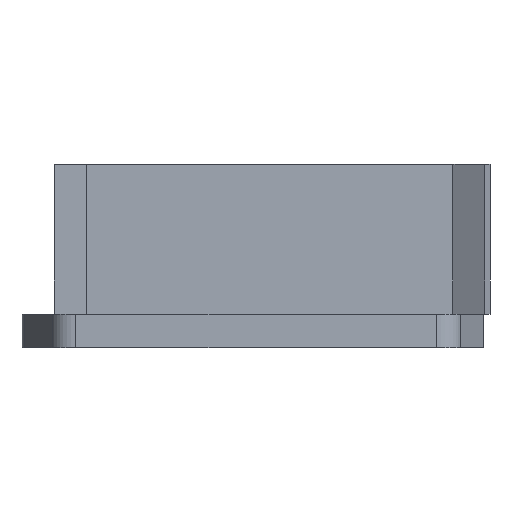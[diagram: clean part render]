
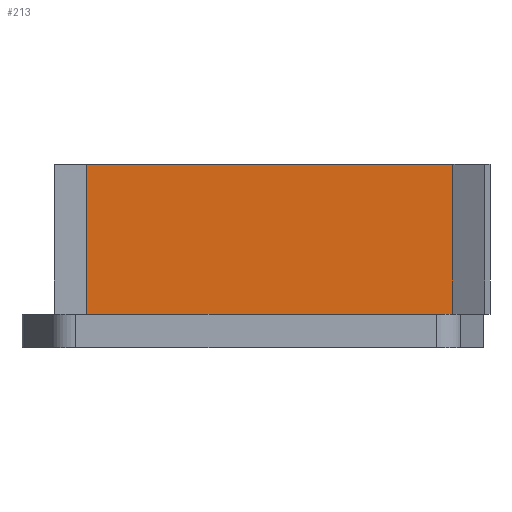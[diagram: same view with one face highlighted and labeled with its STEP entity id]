
A CAD part, left-side view. The second image highlights one B-rep face of the part: STEP entity #213.
In plain terms, the highlighted planar face has unit normal (-1, 0, 0).
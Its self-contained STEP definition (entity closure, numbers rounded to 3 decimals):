
#213=ADVANCED_FACE('',(#317),#268,.T.);
#268=PLANE('',#1335);
#317=FACE_OUTER_BOUND('',#398,.T.);
#398=EDGE_LOOP('',(#708,#709,#710,#711));
#439=B_SPLINE_CURVE_WITH_KNOTS('',3,(#1732,#1733,#1734,#1735),
 .UNSPECIFIED.,.F.,.F.,(4,4),(0.,1.),.UNSPECIFIED.);
#461=B_SPLINE_CURVE_WITH_KNOTS('',3,(#2038,#2039,#2040,#2041),
 .UNSPECIFIED.,.F.,.F.,(4,4),(0.,1.),.UNSPECIFIED.);
#708=ORIENTED_EDGE('',*,*,#938,.F.);
#709=ORIENTED_EDGE('',*,*,#1053,.F.);
#710=ORIENTED_EDGE('',*,*,#1054,.T.);
#711=ORIENTED_EDGE('',*,*,#1055,.T.);
#819=VERTEX_POINT('',#1731);
#820=VERTEX_POINT('',#1736);
#900=VERTEX_POINT('',#2035);
#901=VERTEX_POINT('',#2042);
#938=EDGE_CURVE('',#819,#820,#439,.T.);
#1053=EDGE_CURVE('',#900,#819,#1163,.T.);
#1054=EDGE_CURVE('',#900,#901,#461,.T.);
#1055=EDGE_CURVE('',#901,#820,#1164,.T.);
#1163=LINE('',#2036,#1251);
#1164=LINE('',#2043,#1252);
#1251=VECTOR('',#1592,1.);
#1252=VECTOR('',#1595,1.);
#1335=AXIS2_PLACEMENT_3D('',#2044,#1596,#1597);
#1592=DIRECTION('',(0.,0.,-1.));
#1595=DIRECTION('',(0.,0.,-1.));
#1596=DIRECTION('',(-1.,0.,0.));
#1597=DIRECTION('',(0.,-1.,0.));
#1731=CARTESIAN_POINT('',(-36.204,1.532,5.));
#1732=CARTESIAN_POINT('',(-36.204,1.532,5.));
#1733=CARTESIAN_POINT('',(-36.204,19.787,5.));
#1734=CARTESIAN_POINT('',(-36.204,38.042,5.));
#1735=CARTESIAN_POINT('',(-36.204,56.296,5.));
#1736=CARTESIAN_POINT('',(-36.204,56.296,5.));
#2035=CARTESIAN_POINT('',(-36.204,1.532,27.4));
#2036=CARTESIAN_POINT('',(-36.204,1.532,27.4));
#2038=CARTESIAN_POINT('',(-36.204,1.532,27.4));
#2039=CARTESIAN_POINT('',(-36.204,19.787,27.4));
#2040=CARTESIAN_POINT('',(-36.204,38.042,27.4));
#2041=CARTESIAN_POINT('',(-36.204,56.296,27.4));
#2042=CARTESIAN_POINT('',(-36.204,56.296,27.4));
#2043=CARTESIAN_POINT('',(-36.204,56.296,27.4));
#2044=CARTESIAN_POINT('',(-36.204,1.532,27.4));
